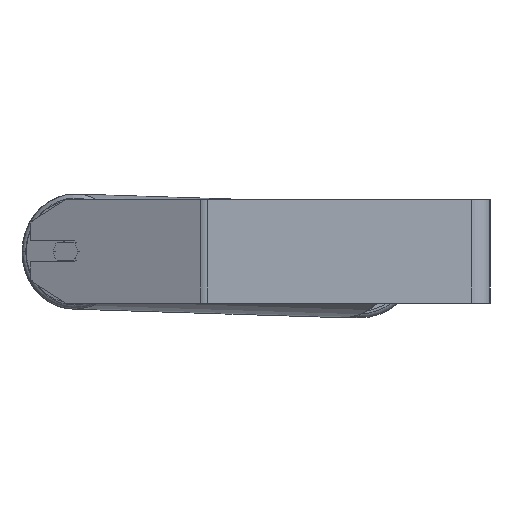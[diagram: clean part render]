
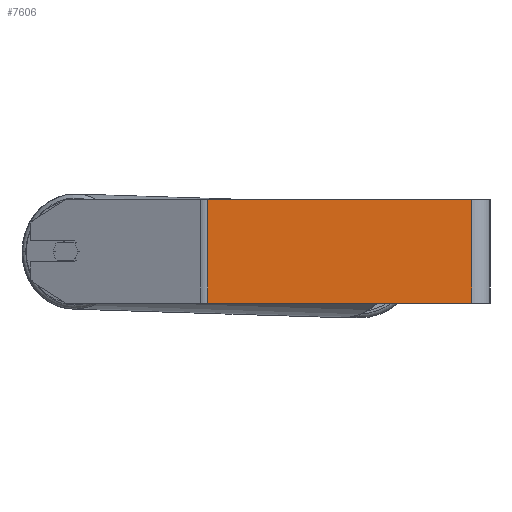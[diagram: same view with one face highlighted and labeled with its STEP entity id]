
A CAD part, left-side view. The second image highlights one B-rep face of the part: STEP entity #7606.
In plain terms, the highlighted planar face has unit normal (-1, 0, 0).
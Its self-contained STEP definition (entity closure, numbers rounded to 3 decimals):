
#382 = VECTOR ( 'NONE', #2402, 1000. ) ;
#385 = CARTESIAN_POINT ( 'NONE',  ( -800., 14., -40. ) ) ;
#508 = VERTEX_POINT ( 'NONE', #5679 ) ;
#517 = DIRECTION ( 'NONE',  ( 0., 0., -1. ) ) ;
#589 = EDGE_CURVE ( 'NONE', #2647, #508, #6434, .T. ) ;
#860 = DIRECTION ( 'NONE',  ( 0., -1., 0. ) ) ;
#1572 = ORIENTED_EDGE ( 'NONE', *, *, #1686, .T. ) ;
#1686 = EDGE_CURVE ( 'NONE', #2647, #7189, #4664, .T. ) ;
#2402 = DIRECTION ( 'NONE',  ( 0., -1., 0. ) ) ;
#2647 = VERTEX_POINT ( 'NONE', #4288 ) ;
#2813 = EDGE_LOOP ( 'NONE', ( #8699, #6001, #4003, #1572 ) ) ;
#2849 = CARTESIAN_POINT ( 'NONE',  ( -800., 14., 40. ) ) ;
#3072 = FACE_OUTER_BOUND ( 'NONE', #2813, .T. ) ;
#3236 = VECTOR ( 'NONE', #860, 1000. ) ;
#3331 = EDGE_CURVE ( 'NONE', #7189, #7567, #4351, .T. ) ;
#3727 = VECTOR ( 'NONE', #5551, 1000. ) ;
#4003 = ORIENTED_EDGE ( 'NONE', *, *, #589, .F. ) ;
#4282 = PLANE ( 'NONE',  #6818 ) ;
#4288 = CARTESIAN_POINT ( 'NONE',  ( -800., 218.084, 40. ) ) ;
#4351 = LINE ( 'NONE', #6302, #3236 ) ;
#4492 = DIRECTION ( 'NONE',  ( 1., 0., 0. ) ) ;
#4664 = LINE ( 'NONE', #8743, #5900 ) ;
#5551 = DIRECTION ( 'NONE',  ( 0., 0., -1. ) ) ;
#5679 = CARTESIAN_POINT ( 'NONE',  ( -800., 14., 40. ) ) ;
#5764 = CARTESIAN_POINT ( 'NONE',  ( -800., 221.188, 40. ) ) ;
#5781 = CARTESIAN_POINT ( 'NONE',  ( -800., 221.188, 40. ) ) ;
#5900 = VECTOR ( 'NONE', #6745, 1000. ) ;
#6001 = ORIENTED_EDGE ( 'NONE', *, *, #7815, .F. ) ;
#6044 = LINE ( 'NONE', #2849, #3727 ) ;
#6302 = CARTESIAN_POINT ( 'NONE',  ( -800., 221.188, -40. ) ) ;
#6434 = LINE ( 'NONE', #5764, #382 ) ;
#6501 = CARTESIAN_POINT ( 'NONE',  ( -800., 218.084, -40. ) ) ;
#6745 = DIRECTION ( 'NONE',  ( 0., 0., -1. ) ) ;
#6818 = AXIS2_PLACEMENT_3D ( 'NONE', #5781, #4492, #517 ) ;
#7189 = VERTEX_POINT ( 'NONE', #6501 ) ;
#7567 = VERTEX_POINT ( 'NONE', #385 ) ;
#7606 = ADVANCED_FACE ( 'NONE', ( #3072 ), #4282, .F. ) ;
#7815 = EDGE_CURVE ( 'NONE', #508, #7567, #6044, .T. ) ;
#8699 = ORIENTED_EDGE ( 'NONE', *, *, #3331, .T. ) ;
#8743 = CARTESIAN_POINT ( 'NONE',  ( -800., 218.084, 40. ) ) ;
